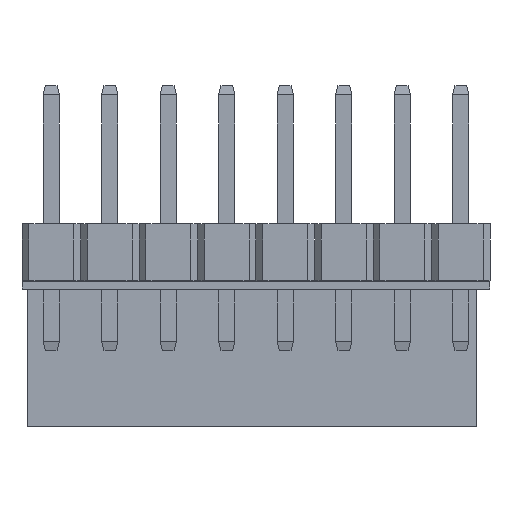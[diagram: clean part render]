
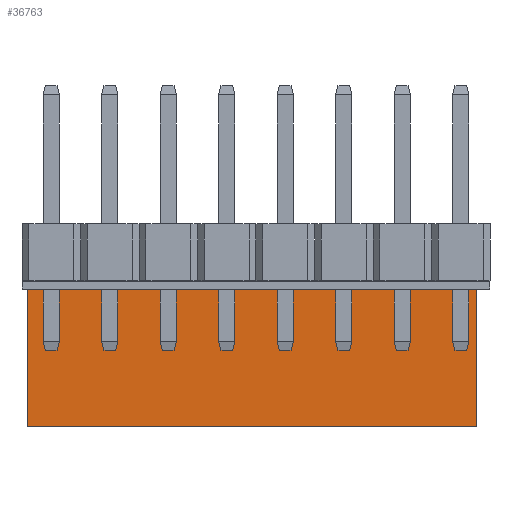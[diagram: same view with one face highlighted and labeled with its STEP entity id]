
A CAD part, left-side view. The second image highlights one B-rep face of the part: STEP entity #36763.
In plain terms, the highlighted face is planar.
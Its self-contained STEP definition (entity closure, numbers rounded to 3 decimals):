
#36509 = VERTEX_POINT('',#36510);
#36510 = CARTESIAN_POINT('',(44.,0.,0.));
#36516 = PLANE('',#36517);
#36517 = AXIS2_PLACEMENT_3D('',#36518,#36519,#36520);
#36518 = CARTESIAN_POINT('',(44.,0.,0.));
#36519 = DIRECTION('',(0.,0.,-1.));
#36520 = DIRECTION('',(0.,-1.,0.));
#36527 = PLANE('',#36528);
#36528 = AXIS2_PLACEMENT_3D('',#36529,#36530,#36531);
#36529 = CARTESIAN_POINT('',(44.,3.8,0.));
#36530 = DIRECTION('',(-1.,0.,0.));
#36531 = DIRECTION('',(0.,0.,1.));
#36564 = VERTEX_POINT('',#36565);
#36565 = CARTESIAN_POINT('',(63.5,0.,0.));
#36577 = PLANE('',#36578);
#36578 = AXIS2_PLACEMENT_3D('',#36579,#36580,#36581);
#36579 = CARTESIAN_POINT('',(63.5,0.,0.));
#36580 = DIRECTION('',(1.,0.,0.));
#36581 = DIRECTION('',(0.,1.,0.));
#36588 = EDGE_CURVE('',#36509,#36564,#36589,.T.);
#36589 = SURFACE_CURVE('',#36590,(#36593,#36599),.PCURVE_S1.);
#36590 = B_SPLINE_CURVE_WITH_KNOTS('',1,(#36591,#36592),.UNSPECIFIED.,
  .F.,.F.,(2,2),(0.,19.5),.PIECEWISE_BEZIER_KNOTS.);
#36591 = CARTESIAN_POINT('',(44.,0.,0.));
#36592 = CARTESIAN_POINT('',(63.5,0.,0.));
#36593 = PCURVE('',#36516,#36594);
#36594 = DEFINITIONAL_REPRESENTATION('',(#36595),#36598);
#36595 = B_SPLINE_CURVE_WITH_KNOTS('',1,(#36596,#36597),.UNSPECIFIED.,
  .F.,.F.,(2,2),(0.,19.5),.PIECEWISE_BEZIER_KNOTS.);
#36596 = CARTESIAN_POINT('',(0.,0.));
#36597 = CARTESIAN_POINT('',(0.,-19.5));
#36598 = ( GEOMETRIC_REPRESENTATION_CONTEXT(2) 
PARAMETRIC_REPRESENTATION_CONTEXT() REPRESENTATION_CONTEXT('2D SPACE',''
  ) );
#36599 = PCURVE('',#36600,#36605);
#36600 = PLANE('',#36601);
#36601 = AXIS2_PLACEMENT_3D('',#36602,#36603,#36604);
#36602 = CARTESIAN_POINT('',(44.,0.,0.));
#36603 = DIRECTION('',(0.,-1.,0.));
#36604 = DIRECTION('',(0.,0.,-1.));
#36605 = DEFINITIONAL_REPRESENTATION('',(#36606),#36609);
#36606 = B_SPLINE_CURVE_WITH_KNOTS('',1,(#36607,#36608),.UNSPECIFIED.,
  .F.,.F.,(2,2),(0.,19.5),.PIECEWISE_BEZIER_KNOTS.);
#36607 = CARTESIAN_POINT('',(0.,0.));
#36608 = CARTESIAN_POINT('',(0.,19.5));
#36609 = ( GEOMETRIC_REPRESENTATION_CONTEXT(2) 
PARAMETRIC_REPRESENTATION_CONTEXT() REPRESENTATION_CONTEXT('2D SPACE',''
  ) );
#36615 = EDGE_CURVE('',#36509,#36616,#36618,.T.);
#36616 = VERTEX_POINT('',#36617);
#36617 = CARTESIAN_POINT('',(44.,0.,6.3));
#36618 = SURFACE_CURVE('',#36619,(#36622,#36628),.PCURVE_S1.);
#36619 = B_SPLINE_CURVE_WITH_KNOTS('',1,(#36620,#36621),.UNSPECIFIED.,
  .F.,.F.,(2,2),(0.,6.3),.PIECEWISE_BEZIER_KNOTS.);
#36620 = CARTESIAN_POINT('',(44.,0.,0.));
#36621 = CARTESIAN_POINT('',(44.,0.,6.3));
#36622 = PCURVE('',#36527,#36623);
#36623 = DEFINITIONAL_REPRESENTATION('',(#36624),#36627);
#36624 = B_SPLINE_CURVE_WITH_KNOTS('',1,(#36625,#36626),.UNSPECIFIED.,
  .F.,.F.,(2,2),(0.,6.3),.PIECEWISE_BEZIER_KNOTS.);
#36625 = CARTESIAN_POINT('',(0.,-3.8));
#36626 = CARTESIAN_POINT('',(6.3,-3.8));
#36627 = ( GEOMETRIC_REPRESENTATION_CONTEXT(2) 
PARAMETRIC_REPRESENTATION_CONTEXT() REPRESENTATION_CONTEXT('2D SPACE',''
  ) );
#36628 = PCURVE('',#36600,#36629);
#36629 = DEFINITIONAL_REPRESENTATION('',(#36630),#36633);
#36630 = B_SPLINE_CURVE_WITH_KNOTS('',1,(#36631,#36632),.UNSPECIFIED.,
  .F.,.F.,(2,2),(0.,6.3),.PIECEWISE_BEZIER_KNOTS.);
#36631 = CARTESIAN_POINT('',(0.,0.));
#36632 = CARTESIAN_POINT('',(-6.3,0.));
#36633 = ( GEOMETRIC_REPRESENTATION_CONTEXT(2) 
PARAMETRIC_REPRESENTATION_CONTEXT() REPRESENTATION_CONTEXT('2D SPACE',''
  ) );
#36649 = PLANE('',#36650);
#36650 = AXIS2_PLACEMENT_3D('',#36651,#36652,#36653);
#36651 = CARTESIAN_POINT('',(44.,0.,6.3));
#36652 = DIRECTION('',(0.,0.,1.));
#36653 = DIRECTION('',(1.,0.,0.));
#36727 = VERTEX_POINT('',#36728);
#36728 = CARTESIAN_POINT('',(63.5,0.,6.3));
#36746 = EDGE_CURVE('',#36564,#36727,#36747,.T.);
#36747 = SURFACE_CURVE('',#36748,(#36751,#36757),.PCURVE_S1.);
#36748 = B_SPLINE_CURVE_WITH_KNOTS('',1,(#36749,#36750),.UNSPECIFIED.,
  .F.,.F.,(2,2),(0.,6.3),.PIECEWISE_BEZIER_KNOTS.);
#36749 = CARTESIAN_POINT('',(63.5,0.,0.));
#36750 = CARTESIAN_POINT('',(63.5,0.,6.3));
#36751 = PCURVE('',#36577,#36752);
#36752 = DEFINITIONAL_REPRESENTATION('',(#36753),#36756);
#36753 = B_SPLINE_CURVE_WITH_KNOTS('',1,(#36754,#36755),.UNSPECIFIED.,
  .F.,.F.,(2,2),(0.,6.3),.PIECEWISE_BEZIER_KNOTS.);
#36754 = CARTESIAN_POINT('',(0.,0.));
#36755 = CARTESIAN_POINT('',(0.,6.3));
#36756 = ( GEOMETRIC_REPRESENTATION_CONTEXT(2) 
PARAMETRIC_REPRESENTATION_CONTEXT() REPRESENTATION_CONTEXT('2D SPACE',''
  ) );
#36757 = PCURVE('',#36600,#36758);
#36758 = DEFINITIONAL_REPRESENTATION('',(#36759),#36762);
#36759 = B_SPLINE_CURVE_WITH_KNOTS('',1,(#36760,#36761),.UNSPECIFIED.,
  .F.,.F.,(2,2),(0.,6.3),.PIECEWISE_BEZIER_KNOTS.);
#36760 = CARTESIAN_POINT('',(0.,19.5));
#36761 = CARTESIAN_POINT('',(-6.3,19.5));
#36762 = ( GEOMETRIC_REPRESENTATION_CONTEXT(2) 
PARAMETRIC_REPRESENTATION_CONTEXT() REPRESENTATION_CONTEXT('2D SPACE',''
  ) );
#36763 = ADVANCED_FACE('',(#36764),#36600,.T.);
#36764 = FACE_BOUND('',#36765,.T.);
#36765 = EDGE_LOOP('',(#36766,#36767,#36768,#36786));
#36766 = ORIENTED_EDGE('',*,*,#36588,.T.);
#36767 = ORIENTED_EDGE('',*,*,#36746,.T.);
#36768 = ORIENTED_EDGE('',*,*,#36769,.F.);
#36769 = EDGE_CURVE('',#36616,#36727,#36770,.T.);
#36770 = SURFACE_CURVE('',#36771,(#36774,#36780),.PCURVE_S1.);
#36771 = B_SPLINE_CURVE_WITH_KNOTS('',1,(#36772,#36773),.UNSPECIFIED.,
  .F.,.F.,(2,2),(0.,19.5),.PIECEWISE_BEZIER_KNOTS.);
#36772 = CARTESIAN_POINT('',(44.,0.,6.3));
#36773 = CARTESIAN_POINT('',(63.5,0.,6.3));
#36774 = PCURVE('',#36600,#36775);
#36775 = DEFINITIONAL_REPRESENTATION('',(#36776),#36779);
#36776 = B_SPLINE_CURVE_WITH_KNOTS('',1,(#36777,#36778),.UNSPECIFIED.,
  .F.,.F.,(2,2),(0.,19.5),.PIECEWISE_BEZIER_KNOTS.);
#36777 = CARTESIAN_POINT('',(-6.3,0.));
#36778 = CARTESIAN_POINT('',(-6.3,19.5));
#36779 = ( GEOMETRIC_REPRESENTATION_CONTEXT(2) 
PARAMETRIC_REPRESENTATION_CONTEXT() REPRESENTATION_CONTEXT('2D SPACE',''
  ) );
#36780 = PCURVE('',#36649,#36781);
#36781 = DEFINITIONAL_REPRESENTATION('',(#36782),#36785);
#36782 = B_SPLINE_CURVE_WITH_KNOTS('',1,(#36783,#36784),.UNSPECIFIED.,
  .F.,.F.,(2,2),(0.,19.5),.PIECEWISE_BEZIER_KNOTS.);
#36783 = CARTESIAN_POINT('',(0.,0.));
#36784 = CARTESIAN_POINT('',(19.5,0.));
#36785 = ( GEOMETRIC_REPRESENTATION_CONTEXT(2) 
PARAMETRIC_REPRESENTATION_CONTEXT() REPRESENTATION_CONTEXT('2D SPACE',''
  ) );
#36786 = ORIENTED_EDGE('',*,*,#36615,.F.);
